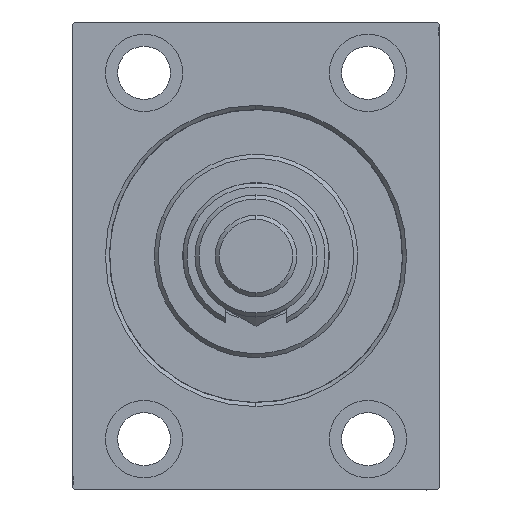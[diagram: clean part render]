
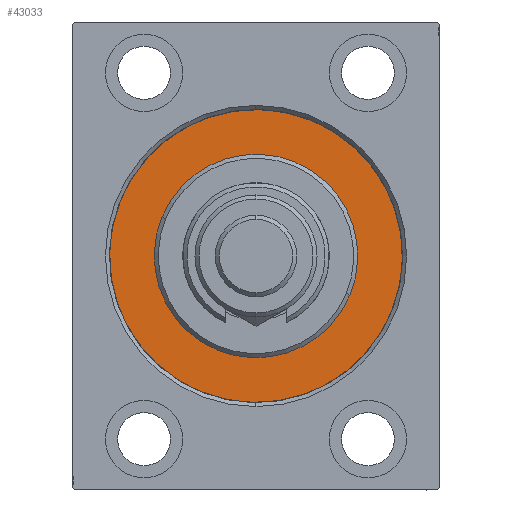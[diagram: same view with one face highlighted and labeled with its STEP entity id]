
A CAD part, left-side view. The second image highlights one B-rep face of the part: STEP entity #43033.
In plain terms, the highlighted face is planar.
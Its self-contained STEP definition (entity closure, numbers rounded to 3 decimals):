
#2104 = FACE_OUTER_BOUND ( 'NONE', #35577, .T. ) ;
#5354 = AXIS2_PLACEMENT_3D ( 'NONE', #31439, #10788, #20334 ) ;
#5641 = DIRECTION ( 'NONE',  ( 0., 0., -1. ) ) ;
#5730 = DIRECTION ( 'NONE',  ( 0., 0., 1. ) ) ;
#8546 = VERTEX_POINT ( 'NONE', #18037 ) ;
#9279 = CARTESIAN_POINT ( 'NONE',  ( 0., 0., 0. ) ) ;
#10788 = DIRECTION ( 'NONE',  ( 1., 0., 0. ) ) ;
#12834 = DIRECTION ( 'NONE',  ( -1., 0., 0. ) ) ;
#13514 = AXIS2_PLACEMENT_3D ( 'NONE', #9279, #12834, #5730 ) ;
#16391 = EDGE_LOOP ( 'NONE', ( #25876, #24432 ) ) ;
#16775 = FACE_BOUND ( 'NONE', #16391, .T. ) ;
#18037 = CARTESIAN_POINT ( 'NONE',  ( 0., 0., 25. ) ) ;
#20317 = CARTESIAN_POINT ( 'NONE',  ( 0., 0., 0. ) ) ;
#20334 = DIRECTION ( 'NONE',  ( 0., 0., -1. ) ) ;
#20436 = CIRCLE ( 'NONE', #32519, 25. ) ;
#20931 = ORIENTED_EDGE ( 'NONE', *, *, #31865, .F. ) ;
#22861 = CARTESIAN_POINT ( 'NONE',  ( 0., 0., 0. ) ) ;
#23376 = CIRCLE ( 'NONE', #41484, 36. ) ;
#24320 = CARTESIAN_POINT ( 'NONE',  ( 0., 0., 0. ) ) ;
#24432 = ORIENTED_EDGE ( 'NONE', *, *, #46474, .F. ) ;
#25876 = ORIENTED_EDGE ( 'NONE', *, *, #36532, .F. ) ;
#28092 = DIRECTION ( 'NONE',  ( 1., 0., 0. ) ) ;
#30310 = AXIS2_PLACEMENT_3D ( 'NONE', #20317, #41822, #34737 ) ;
#30653 = VERTEX_POINT ( 'NONE', #34305 ) ;
#31439 = CARTESIAN_POINT ( 'NONE',  ( 0., 0., 0. ) ) ;
#31644 = PLANE ( 'NONE',  #30310 ) ;
#31865 = EDGE_CURVE ( 'NONE', #44650, #35897, #34682, .T. ) ;
#32519 = AXIS2_PLACEMENT_3D ( 'NONE', #24320, #28092, #5641 ) ;
#33467 = EDGE_CURVE ( 'NONE', #35897, #44650, #23376, .T. ) ;
#33501 = DIRECTION ( 'NONE',  ( 0., 0., 1. ) ) ;
#34305 = CARTESIAN_POINT ( 'NONE',  ( 0., 0., -25. ) ) ;
#34682 = CIRCLE ( 'NONE', #13514, 36. ) ;
#34737 = DIRECTION ( 'NONE',  ( 0., 0., 1. ) ) ;
#35577 = EDGE_LOOP ( 'NONE', ( #20931, #36949 ) ) ;
#35897 = VERTEX_POINT ( 'NONE', #42264 ) ;
#36532 = EDGE_CURVE ( 'NONE', #8546, #30653, #20436, .T. ) ;
#36949 = ORIENTED_EDGE ( 'NONE', *, *, #33467, .F. ) ;
#37743 = DIRECTION ( 'NONE',  ( -1., 0., 0. ) ) ;
#40073 = CIRCLE ( 'NONE', #5354, 25. ) ;
#41484 = AXIS2_PLACEMENT_3D ( 'NONE', #22861, #37743, #33501 ) ;
#41822 = DIRECTION ( 'NONE',  ( -1., 0., 0. ) ) ;
#42175 = CARTESIAN_POINT ( 'NONE',  ( 0., 0., -36. ) ) ;
#42264 = CARTESIAN_POINT ( 'NONE',  ( 0., 0., 36. ) ) ;
#43033 = ADVANCED_FACE ( 'NONE', ( #16775, #2104 ), #31644, .F. ) ;
#44650 = VERTEX_POINT ( 'NONE', #42175 ) ;
#46474 = EDGE_CURVE ( 'NONE', #30653, #8546, #40073, .T. ) ;
